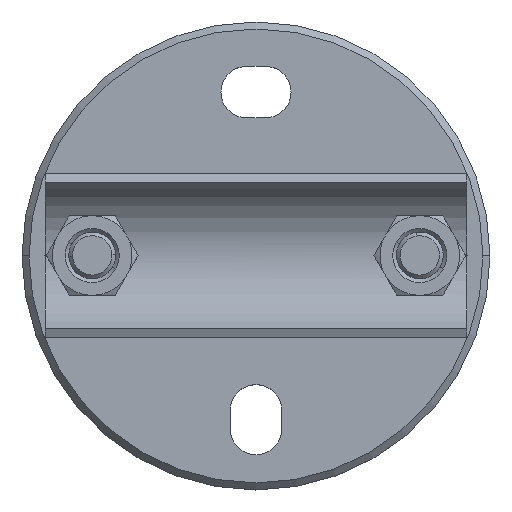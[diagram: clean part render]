
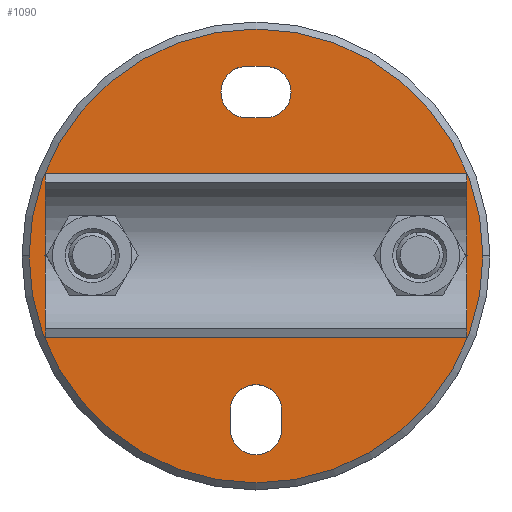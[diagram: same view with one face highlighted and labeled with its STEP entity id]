
A CAD part, top view. The second image highlights one B-rep face of the part: STEP entity #1090.
In plain terms, the highlighted planar face has unit normal (0, 0, 1).
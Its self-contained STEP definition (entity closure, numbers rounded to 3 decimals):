
#7 = CARTESIAN_POINT ( 'NONE',  ( 2., 40.5, 6. ) ) ;
#162 = ORIENTED_EDGE ( 'NONE', *, *, #2381, .F. ) ;
#210 = CARTESIAN_POINT ( 'NONE',  ( 0., 0., 6. ) ) ;
#275 = FACE_BOUND ( 'NONE', #3588, .T. ) ;
#313 = CARTESIAN_POINT ( 'NONE',  ( -5.5, -33., 6. ) ) ;
#326 = CARTESIAN_POINT ( 'NONE',  ( -2., 29.5, 6. ) ) ;
#349 = VERTEX_POINT ( 'NONE', #326 ) ;
#357 = DIRECTION ( 'NONE',  ( 0., 0., 1. ) ) ;
#370 = EDGE_LOOP ( 'NONE', ( #2241, #2236 ) ) ;
#372 = EDGE_CURVE ( 'NONE', #384, #2197, #3896, .T. ) ;
#384 = VERTEX_POINT ( 'NONE', #2861 ) ;
#415 = CARTESIAN_POINT ( 'NONE',  ( 7.5, 35., 6. ) ) ;
#426 = FACE_OUTER_BOUND ( 'NONE', #370, .T. ) ;
#443 = VECTOR ( 'NONE', #1027, 1000. ) ;
#446 = DIRECTION ( 'NONE',  ( 0., 0., 1. ) ) ;
#447 = DIRECTION ( 'NONE',  ( 1., 0., 0. ) ) ;
#466 = AXIS2_PLACEMENT_3D ( 'NONE', #3307, #1748, #447 ) ;
#475 = VERTEX_POINT ( 'NONE', #313 ) ;
#484 = ORIENTED_EDGE ( 'NONE', *, *, #1742, .F. ) ;
#499 = DIRECTION ( 'NONE',  ( 0., 0., 1. ) ) ;
#546 = LINE ( 'NONE', #2245, #3306 ) ;
#596 = CIRCLE ( 'NONE', #2011, 5.5 ) ;
#616 = DIRECTION ( 'NONE',  ( 1., 0., 0. ) ) ;
#783 = AXIS2_PLACEMENT_3D ( 'NONE', #1223, #891, #616 ) ;
#784 = FACE_BOUND ( 'NONE', #2047, .T. ) ;
#809 = ORIENTED_EDGE ( 'NONE', *, *, #1186, .F. ) ;
#827 = VECTOR ( 'NONE', #2331, 1000. ) ;
#860 = DIRECTION ( 'NONE',  ( 0., 1., 0. ) ) ;
#891 = DIRECTION ( 'NONE',  ( 0., 0., 1. ) ) ;
#893 = AXIS2_PLACEMENT_3D ( 'NONE', #949, #1630, #2235 ) ;
#949 = CARTESIAN_POINT ( 'NONE',  ( 2., 35., 6. ) ) ;
#981 = EDGE_CURVE ( 'NONE', #2197, #384, #1255, .T. ) ;
#988 = EDGE_LOOP ( 'NONE', ( #484, #2170, #162, #809, #1965 ) ) ;
#1021 = ORIENTED_EDGE ( 'NONE', *, *, #2324, .F. ) ;
#1027 = DIRECTION ( 'NONE',  ( 1., 0., 0. ) ) ;
#1090 = ADVANCED_FACE ( 'NONE', ( #1946, #784, #275, #3957, #426 ), #1518, .T. ) ;
#1165 = AXIS2_PLACEMENT_3D ( 'NONE', #3536, #2302, #3909 ) ;
#1186 = EDGE_CURVE ( 'NONE', #3245, #2345, #3488, .T. ) ;
#1194 = CARTESIAN_POINT ( 'NONE',  ( 5.5, -37., 6. ) ) ;
#1223 = CARTESIAN_POINT ( 'NONE',  ( 0., 0., 6. ) ) ;
#1233 = CIRCLE ( 'NONE', #3352, 5.5 ) ;
#1255 = CIRCLE ( 'NONE', #2121, 10.1 ) ;
#1263 = CIRCLE ( 'NONE', #2864, 5.5 ) ;
#1266 = VERTEX_POINT ( 'NONE', #1577 ) ;
#1273 = CARTESIAN_POINT ( 'NONE',  ( -48.5, 0., 6. ) ) ;
#1289 = CARTESIAN_POINT ( 'NONE',  ( 35., 0., 6. ) ) ;
#1337 = CARTESIAN_POINT ( 'NONE',  ( 0., -33., 6. ) ) ;
#1370 = VERTEX_POINT ( 'NONE', #1407 ) ;
#1398 = ORIENTED_EDGE ( 'NONE', *, *, #2144, .F. ) ;
#1407 = CARTESIAN_POINT ( 'NONE',  ( 48.5, 0., 6. ) ) ;
#1442 = EDGE_CURVE ( 'NONE', #1370, #4035, #1641, .T. ) ;
#1451 = LINE ( 'NONE', #2008, #827 ) ;
#1518 = PLANE ( 'NONE',  #783 ) ;
#1577 = CARTESIAN_POINT ( 'NONE',  ( 45.1, 0., 6. ) ) ;
#1578 = DIRECTION ( 'NONE',  ( 0., 0., 1. ) ) ;
#1586 = DIRECTION ( 'NONE',  ( 1., 0., 0. ) ) ;
#1630 = DIRECTION ( 'NONE',  ( 0., 0., 1. ) ) ;
#1641 = CIRCLE ( 'NONE', #1670, 48.5 ) ;
#1663 = CIRCLE ( 'NONE', #1983, 48.5 ) ;
#1665 = DIRECTION ( 'NONE',  ( 0., 0., 1. ) ) ;
#1670 = AXIS2_PLACEMENT_3D ( 'NONE', #210, #2749, #2428 ) ;
#1672 = DIRECTION ( 'NONE',  ( 1., 0., 0. ) ) ;
#1742 = EDGE_CURVE ( 'NONE', #3172, #349, #1263, .T. ) ;
#1748 = DIRECTION ( 'NONE',  ( 0., 0., 1. ) ) ;
#1777 = EDGE_CURVE ( 'NONE', #1266, #3336, #3258, .T. ) ;
#1863 = AXIS2_PLACEMENT_3D ( 'NONE', #1289, #1578, #1586 ) ;
#1890 = EDGE_LOOP ( 'NONE', ( #2533, #2938 ) ) ;
#1942 = EDGE_CURVE ( 'NONE', #349, #3245, #2464, .T. ) ;
#1946 = FACE_BOUND ( 'NONE', #988, .T. ) ;
#1965 = ORIENTED_EDGE ( 'NONE', *, *, #1942, .F. ) ;
#1966 = CARTESIAN_POINT ( 'NONE',  ( 0., -37., 6. ) ) ;
#1983 = AXIS2_PLACEMENT_3D ( 'NONE', #3355, #499, #2086 ) ;
#1988 = DIRECTION ( 'NONE',  ( 1., 0., 0. ) ) ;
#2008 = CARTESIAN_POINT ( 'NONE',  ( -2., 40.5, 6. ) ) ;
#2011 = AXIS2_PLACEMENT_3D ( 'NONE', #1966, #1665, #1988 ) ;
#2047 = EDGE_LOOP ( 'NONE', ( #1021, #2351, #4064, #1398 ) ) ;
#2086 = DIRECTION ( 'NONE',  ( 1., 0., 0. ) ) ;
#2121 = AXIS2_PLACEMENT_3D ( 'NONE', #4065, #2815, #2777 ) ;
#2144 = EDGE_CURVE ( 'NONE', #3830, #3043, #3208, .T. ) ;
#2170 = ORIENTED_EDGE ( 'NONE', *, *, #4030, .F. ) ;
#2197 = VERTEX_POINT ( 'NONE', #2265 ) ;
#2235 = DIRECTION ( 'NONE',  ( 1., 0., 0. ) ) ;
#2236 = ORIENTED_EDGE ( 'NONE', *, *, #1442, .T. ) ;
#2241 = ORIENTED_EDGE ( 'NONE', *, *, #3525, .T. ) ;
#2245 = CARTESIAN_POINT ( 'NONE',  ( -5.5, -37., 6. ) ) ;
#2265 = CARTESIAN_POINT ( 'NONE',  ( -24.9, 0., 6. ) ) ;
#2279 = EDGE_CURVE ( 'NONE', #3336, #1266, #3553, .T. ) ;
#2302 = DIRECTION ( 'NONE',  ( 0., 0., 1. ) ) ;
#2324 = EDGE_CURVE ( 'NONE', #3106, #3830, #596, .T. ) ;
#2331 = DIRECTION ( 'NONE',  ( -1., 0., 0. ) ) ;
#2345 = VERTEX_POINT ( 'NONE', #415 ) ;
#2351 = ORIENTED_EDGE ( 'NONE', *, *, #3105, .F. ) ;
#2381 = EDGE_CURVE ( 'NONE', #2345, #3979, #3413, .T. ) ;
#2428 = DIRECTION ( 'NONE',  ( 1., 0., 0. ) ) ;
#2464 = LINE ( 'NONE', #3230, #443 ) ;
#2478 = ORIENTED_EDGE ( 'NONE', *, *, #2279, .F. ) ;
#2533 = ORIENTED_EDGE ( 'NONE', *, *, #981, .F. ) ;
#2534 = ORIENTED_EDGE ( 'NONE', *, *, #1777, .F. ) ;
#2551 = VECTOR ( 'NONE', #860, 1000. ) ;
#2749 = DIRECTION ( 'NONE',  ( 0., 0., 1. ) ) ;
#2777 = DIRECTION ( 'NONE',  ( 1., 0., 0. ) ) ;
#2815 = DIRECTION ( 'NONE',  ( 0., 0., 1. ) ) ;
#2861 = CARTESIAN_POINT ( 'NONE',  ( -45.1, 0., 6. ) ) ;
#2864 = AXIS2_PLACEMENT_3D ( 'NONE', #3611, #446, #2971 ) ;
#2898 = CARTESIAN_POINT ( 'NONE',  ( -5.5, -37., 6. ) ) ;
#2917 = EDGE_CURVE ( 'NONE', #3043, #475, #1233, .T. ) ;
#2938 = ORIENTED_EDGE ( 'NONE', *, *, #372, .F. ) ;
#2948 = DIRECTION ( 'NONE',  ( 0., 0., 1. ) ) ;
#2971 = DIRECTION ( 'NONE',  ( 1., 0., 0. ) ) ;
#3043 = VERTEX_POINT ( 'NONE', #3644 ) ;
#3105 = EDGE_CURVE ( 'NONE', #475, #3106, #546, .T. ) ;
#3106 = VERTEX_POINT ( 'NONE', #2898 ) ;
#3172 = VERTEX_POINT ( 'NONE', #3978 ) ;
#3179 = CARTESIAN_POINT ( 'NONE',  ( -35., 0., 6. ) ) ;
#3208 = LINE ( 'NONE', #3348, #2551 ) ;
#3230 = CARTESIAN_POINT ( 'NONE',  ( -2., 29.5, 6. ) ) ;
#3245 = VERTEX_POINT ( 'NONE', #3870 ) ;
#3258 = CIRCLE ( 'NONE', #1863, 10.1 ) ;
#3306 = VECTOR ( 'NONE', #3892, 1000. ) ;
#3307 = CARTESIAN_POINT ( 'NONE',  ( 2., 35., 6. ) ) ;
#3336 = VERTEX_POINT ( 'NONE', #3675 ) ;
#3348 = CARTESIAN_POINT ( 'NONE',  ( 5.5, -37., 6. ) ) ;
#3352 = AXIS2_PLACEMENT_3D ( 'NONE', #1337, #2948, #1672 ) ;
#3355 = CARTESIAN_POINT ( 'NONE',  ( 0., 0., 6. ) ) ;
#3413 = CIRCLE ( 'NONE', #466, 5.5 ) ;
#3488 = CIRCLE ( 'NONE', #893, 5.5 ) ;
#3525 = EDGE_CURVE ( 'NONE', #4035, #1370, #1663, .T. ) ;
#3536 = CARTESIAN_POINT ( 'NONE',  ( 35., 0., 6. ) ) ;
#3553 = CIRCLE ( 'NONE', #1165, 10.1 ) ;
#3588 = EDGE_LOOP ( 'NONE', ( #2534, #2478 ) ) ;
#3611 = CARTESIAN_POINT ( 'NONE',  ( -2., 35., 6. ) ) ;
#3644 = CARTESIAN_POINT ( 'NONE',  ( 5.5, -33., 6. ) ) ;
#3675 = CARTESIAN_POINT ( 'NONE',  ( 24.9, 0., 6. ) ) ;
#3830 = VERTEX_POINT ( 'NONE', #1194 ) ;
#3831 = DIRECTION ( 'NONE',  ( 1., 0., 0. ) ) ;
#3870 = CARTESIAN_POINT ( 'NONE',  ( 2., 29.5, 6. ) ) ;
#3892 = DIRECTION ( 'NONE',  ( 0., -1., 0. ) ) ;
#3896 = CIRCLE ( 'NONE', #3972, 10.1 ) ;
#3909 = DIRECTION ( 'NONE',  ( 1., 0., 0. ) ) ;
#3957 = FACE_BOUND ( 'NONE', #1890, .T. ) ;
#3972 = AXIS2_PLACEMENT_3D ( 'NONE', #3179, #357, #3831 ) ;
#3978 = CARTESIAN_POINT ( 'NONE',  ( -2., 40.5, 6. ) ) ;
#3979 = VERTEX_POINT ( 'NONE', #7 ) ;
#4030 = EDGE_CURVE ( 'NONE', #3979, #3172, #1451, .T. ) ;
#4035 = VERTEX_POINT ( 'NONE', #1273 ) ;
#4064 = ORIENTED_EDGE ( 'NONE', *, *, #2917, .F. ) ;
#4065 = CARTESIAN_POINT ( 'NONE',  ( -35., 0., 6. ) ) ;
